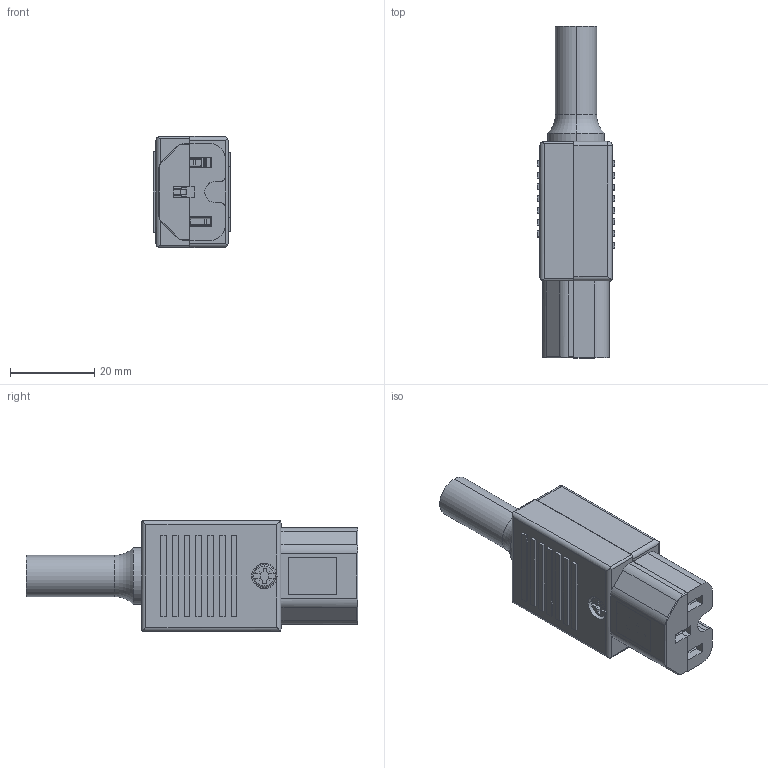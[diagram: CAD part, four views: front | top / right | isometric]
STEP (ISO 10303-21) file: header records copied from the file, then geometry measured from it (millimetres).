
FILE_DESCRIPTION (( 'STEP AP214' ), '1' );
FILE_NAME ('ACM-C5-IT-TT_3D.step', '2024-03-07T16:46:01', ( '' ), ( '' ), 'SwSTEP 2.0', 'SolidWorks 2022', '' );
FILE_SCHEMA (( 'AUTOMOTIVE_DESIGN' ));
Length unit declared in the file: inch
Products named in the file (1): ACM-C5-IT-TT_3D
Bounding box: 18.39 x 78.98 x 26.42 mm (x, y, z)
Volume: 13710.5 mm3; surface area: 17810.7 mm2
Topology: 13 solids, 13 shells, 1150 faces, 3108 edges, 2036 vertices
Faces by surface type: plane 761, cylinder 278, bspline 55, cone 29, torus 19, sphere 8
Entity records: 62302 total; most frequent: CARTESIAN_POINT 18988, ORIENTED_EDGE 6212, DIRECTION 5256, EDGE_CURVE 3106, LINE 2104, VECTOR 2104, VERTEX_POINT 2036, AXIS2_PLACEMENT_3D 1576
